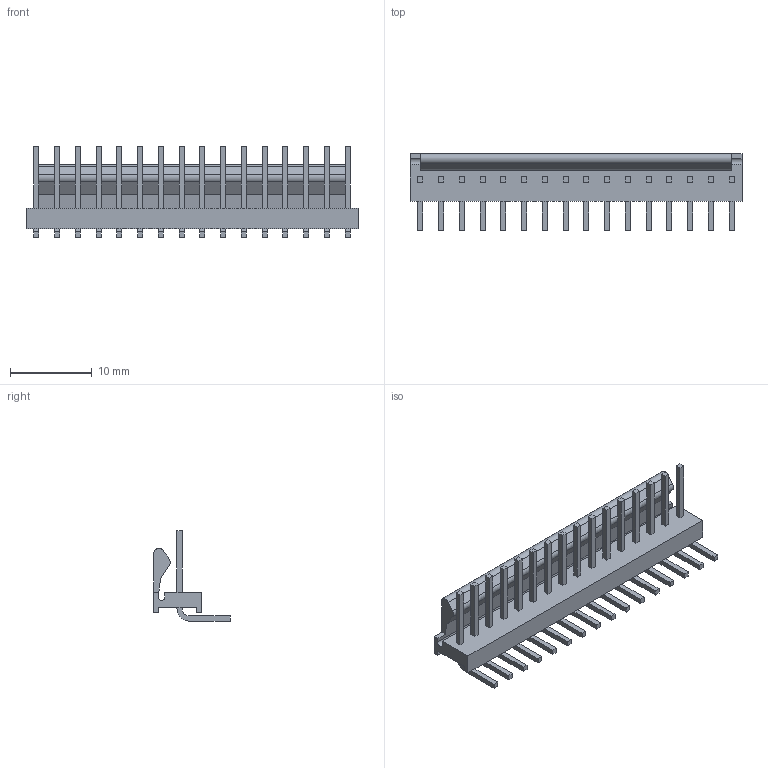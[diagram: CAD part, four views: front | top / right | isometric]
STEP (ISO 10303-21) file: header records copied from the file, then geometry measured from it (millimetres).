
FILE_DESCRIPTION((''),'2;1');
FILE_NAME('C-0640457-16-3','2007-09-02T',('workeradm'),('Tyco Electronics Corporation'),'PRO/ENGINEER BY PARAMETRIC TECHNOLOGY CORPORATION, 2005450','PRO/ENGINEER BY PARAMETRIC TECHNOLOGY CORPORATION, 2005450','');
FILE_SCHEMA(('CONFIG_CONTROL_DESIGN', 'GEOMETRIC_VALIDATION_PROPERTIES_MIM'));
Length unit declared in the file: inch
Products named in the file (1): C-0640457-16-3
Bounding box: 40.64 x 9.4 x 11.05 mm (x, y, z)
Volume: 808.4 mm3; surface area: 1864.1 mm2
Topology: 1 solids, 1 shells, 245 faces, 633 edges, 422 vertices
Faces by surface type: plane 210, cylinder 35
Entity records: 7512 total; most frequent: CARTESIAN_POINT 1301, ORIENTED_EDGE 1266, DIRECTION 1193, EDGE_CURVE 633, VECTOR 563, LINE 563, VERTEX_POINT 422, AXIS2_PLACEMENT_3D 315
